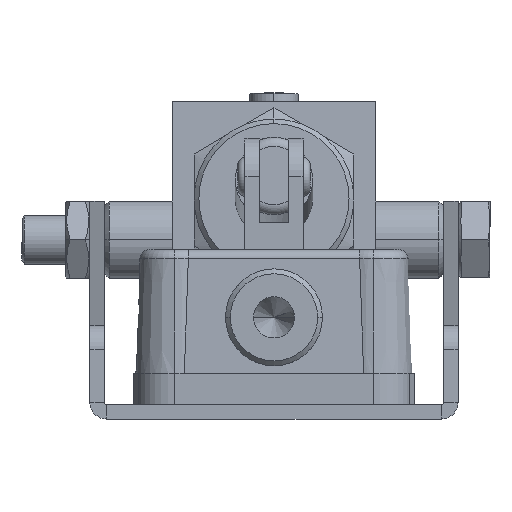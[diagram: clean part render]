
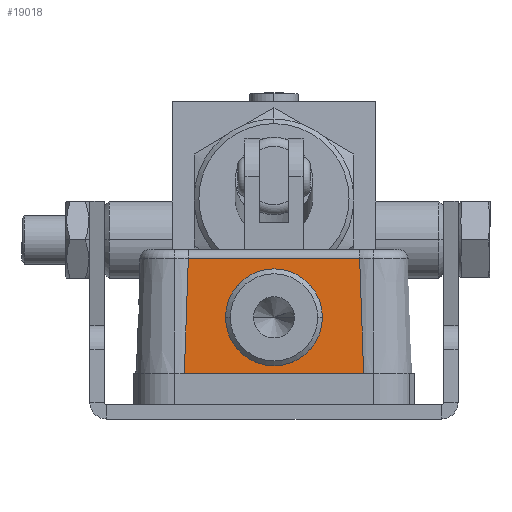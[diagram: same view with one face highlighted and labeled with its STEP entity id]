
A CAD part, left-side view. The second image highlights one B-rep face of the part: STEP entity #19018.
In plain terms, the highlighted planar face has unit normal (-0.999, 0, 0.035).
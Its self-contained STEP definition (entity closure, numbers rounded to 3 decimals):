
#881 = ORIENTED_EDGE ( 'NONE', *, *, #4504, .F. ) ;
#882 = ORIENTED_EDGE ( 'NONE', *, *, #4506, .T. ) ;
#885 = ORIENTED_EDGE ( 'NONE', *, *, #4508, .T. ) ;
#887 = ORIENTED_EDGE ( 'NONE', *, *, #4419, .T. ) ;
#889 = ORIENTED_EDGE ( 'NONE', *, *, #4660, .T. ) ;
#891 = ORIENTED_EDGE ( 'NONE', *, *, #4513, .T. ) ;
#1906 = CARTESIAN_POINT ( 'NONE',  ( -67.779, -9.75, -1.5 ) ) ;
#1910 = CARTESIAN_POINT ( 'NONE',  ( -67.098, -9.75, 18. ) ) ;
#1913 = CARTESIAN_POINT ( 'NONE',  ( -67.779, 9.75, -1.5 ) ) ;
#1914 = CARTESIAN_POINT ( 'NONE',  ( -67.098, 9.75, 18. ) ) ;
#4419 = EDGE_CURVE ( 'NONE', #22409, #22366, #33659, .T. ) ;
#4504 = EDGE_CURVE ( 'NONE', #22314, #22366, #33722, .T. ) ;
#4506 = EDGE_CURVE ( 'NONE', #22314, #22708, #33721, .T. ) ;
#4508 = EDGE_CURVE ( 'NONE', #22708, #22409, #33726, .T. ) ;
#4513 = EDGE_CURVE ( 'NONE', #22705, #22683, #6859, .T. ) ;
#4660 = EDGE_CURVE ( 'NONE', #22683, #22705, #6860, .T. ) ;
#5131 = CARTESIAN_POINT ( 'NONE',  ( -67.5, 0., 6.5 ) ) ;
#5143 = PLANE ( 'NONE',  #17973 ) ;
#5146 = DIRECTION ( 'NONE',  ( -0.999, 0., 0.035 ) ) ;
#5148 = DIRECTION ( 'NONE',  ( 0.035, 0., 0.999 ) ) ;
#5565 = CARTESIAN_POINT ( 'NONE',  ( -66.677, -17.677, 30.07 ) ) ;
#5617 = CARTESIAN_POINT ( 'NONE',  ( -67.5, -18.5, 6.5 ) ) ;
#5660 = CARTESIAN_POINT ( 'NONE',  ( -67.5, 18.5, 6.5 ) ) ;
#6859 =( BOUNDED_CURVE ( )  B_SPLINE_CURVE ( 3, ( #11589, #11569, #11484, #11593 ),
 .UNSPECIFIED., .F., .F. ) 
 B_SPLINE_CURVE_WITH_KNOTS ( ( 4, 4 ),
 ( 1.571, 4.712 ),
 .UNSPECIFIED. ) 
 CURVE ( )  GEOMETRIC_REPRESENTATION_ITEM ( )  RATIONAL_B_SPLINE_CURVE ( ( 1., 0.333, 0.333, 1. ) ) 
 REPRESENTATION_ITEM ( '' )  );
#6860 =( BOUNDED_CURVE ( )  B_SPLINE_CURVE ( 3, ( #1910, #1906, #1913, #1914 ),
 .UNSPECIFIED., .F., .T. ) 
 B_SPLINE_CURVE_WITH_KNOTS ( ( 4, 4 ),
 ( 4.712, 7.854 ),
 .UNSPECIFIED. ) 
 CURVE ( )  GEOMETRIC_REPRESENTATION_ITEM ( )  RATIONAL_B_SPLINE_CURVE ( ( 1., 0.333, 0.333, 1. ) ) 
 REPRESENTATION_ITEM ( '' )  );
#9727 = FACE_OUTER_BOUND ( 'NONE', #26679, .T. ) ;
#9733 = FACE_BOUND ( 'NONE', #18017, .T. ) ;
#11099 = CARTESIAN_POINT ( 'NONE',  ( -67.5, 0., 6.5 ) ) ;
#11128 = DIRECTION ( 'NONE',  ( 0., -1., 0. ) ) ;
#11484 = CARTESIAN_POINT ( 'NONE',  ( -66.417, -9.75, 37.5 ) ) ;
#11530 = CARTESIAN_POINT ( 'NONE',  ( -66.677, 17.61, 30.07 ) ) ;
#11567 = CARTESIAN_POINT ( 'NONE',  ( -67.418, -18.418, 8.851 ) ) ;
#11569 = CARTESIAN_POINT ( 'NONE',  ( -66.417, 9.75, 37.5 ) ) ;
#11571 = DIRECTION ( 'NONE',  ( -0.035, -0.035, -0.999 ) ) ;
#11573 = DIRECTION ( 'NONE',  ( 0., 1., 0. ) ) ;
#11577 = CARTESIAN_POINT ( 'NONE',  ( -67.418, 18.418, 8.851 ) ) ;
#11580 = DIRECTION ( 'NONE',  ( -0.035, 0.035, -0.999 ) ) ;
#11589 = CARTESIAN_POINT ( 'NONE',  ( -67.098, 9.75, 18. ) ) ;
#11593 = CARTESIAN_POINT ( 'NONE',  ( -67.098, -9.75, 18. ) ) ;
#17973 = AXIS2_PLACEMENT_3D ( 'NONE', #5131, #5146, #5148 ) ;
#18017 = EDGE_LOOP ( 'NONE', ( #889, #891 ) ) ;
#19018 = ADVANCED_FACE ( 'NONE', ( #9727, #9733 ), #5143, .T. ) ;
#19200 = CARTESIAN_POINT ( 'NONE',  ( -67.098, -9.75, 18. ) ) ;
#19241 = CARTESIAN_POINT ( 'NONE',  ( -67.098, 9.75, 18. ) ) ;
#19247 = CARTESIAN_POINT ( 'NONE',  ( -66.677, 17.677, 30.07 ) ) ;
#22314 = VERTEX_POINT ( 'NONE', #5565 ) ;
#22366 = VERTEX_POINT ( 'NONE', #5617 ) ;
#22409 = VERTEX_POINT ( 'NONE', #5660 ) ;
#22683 = VERTEX_POINT ( 'NONE', #19200 ) ;
#22705 = VERTEX_POINT ( 'NONE', #19241 ) ;
#22708 = VERTEX_POINT ( 'NONE', #19247 ) ;
#26679 = EDGE_LOOP ( 'NONE', ( #881, #882, #885, #887 ) ) ;
#33659 = LINE ( 'NONE', #11099, #33668 ) ;
#33668 = VECTOR ( 'NONE', #11128, 1000. ) ;
#33721 = LINE ( 'NONE', #11530, #33727 ) ;
#33722 = LINE ( 'NONE', #11567, #33725 ) ;
#33725 = VECTOR ( 'NONE', #11571, 1000. ) ;
#33726 = LINE ( 'NONE', #11577, #33729 ) ;
#33727 = VECTOR ( 'NONE', #11573, 1000. ) ;
#33729 = VECTOR ( 'NONE', #11580, 1000. ) ;
